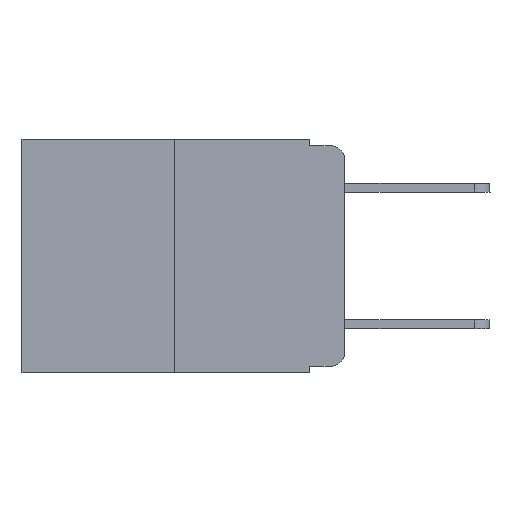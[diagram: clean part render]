
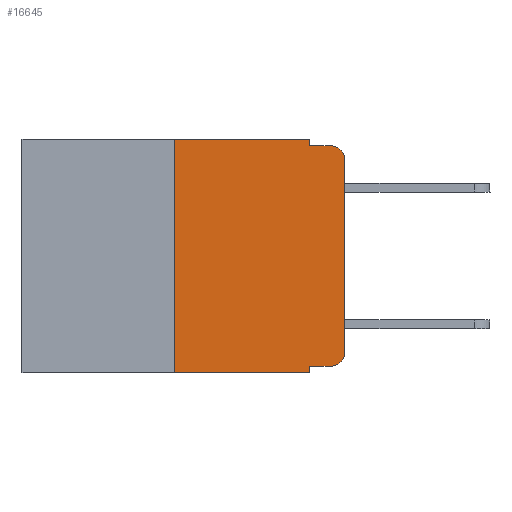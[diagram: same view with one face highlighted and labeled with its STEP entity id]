
A CAD part, left-side view. The second image highlights one B-rep face of the part: STEP entity #16645.
In plain terms, the highlighted planar face has unit normal (-1, 0, 0).
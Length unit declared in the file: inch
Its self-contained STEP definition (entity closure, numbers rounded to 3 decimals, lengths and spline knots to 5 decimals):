
#677 = VERTEX_POINT ( 'NONE', #3016 ) ;
#984 = DIRECTION ( 'NONE',  ( 0., -1., 0. ) ) ;
#1188 = CARTESIAN_POINT ( 'NONE',  ( 0., 0.051, -0.333 ) ) ;
#1236 = VECTOR ( 'NONE', #11472, 39.37008 ) ;
#2217 = CARTESIAN_POINT ( 'NONE',  ( 0., 0.051, -0.01 ) ) ;
#2704 = EDGE_CURVE ( 'NONE', #18203, #4430, #3792, .T. ) ;
#3016 = CARTESIAN_POINT ( 'NONE',  ( 0., 0.051, -0.343 ) ) ;
#3023 = CARTESIAN_POINT ( 'NONE',  ( 0., 0.051, 0. ) ) ;
#3109 = VERTEX_POINT ( 'NONE', #20698 ) ;
#3191 = EDGE_CURVE ( 'NONE', #8447, #9274, #13682, .T. ) ;
#3214 = EDGE_CURVE ( 'NONE', #11260, #16841, #9111, .T. ) ;
#3338 = EDGE_CURVE ( 'NONE', #4430, #4029, #17897, .T. ) ;
#3396 = LINE ( 'NONE', #8521, #12473 ) ;
#3792 = LINE ( 'NONE', #7244, #9405 ) ;
#4029 = VERTEX_POINT ( 'NONE', #19273 ) ;
#4214 = DIRECTION ( 'NONE',  ( 1., 0., 0. ) ) ;
#4430 = VERTEX_POINT ( 'NONE', #10443 ) ;
#4887 = VECTOR ( 'NONE', #10440, 39.37008 ) ;
#5031 = EDGE_CURVE ( 'NONE', #8541, #3109, #19331, .T. ) ;
#5119 = ORIENTED_EDGE ( 'NONE', *, *, #3191, .T. ) ;
#5144 = ORIENTED_EDGE ( 'NONE', *, *, #2704, .F. ) ;
#5441 = DIRECTION ( 'NONE',  ( 0., 0., 1. ) ) ;
#5610 = VECTOR ( 'NONE', #5441, 39.37008 ) ;
#5635 = AXIS2_PLACEMENT_3D ( 'NONE', #21480, #16359, #18128 ) ;
#5678 = ORIENTED_EDGE ( 'NONE', *, *, #18633, .F. ) ;
#5805 = EDGE_CURVE ( 'NONE', #9274, #16841, #20918, .T. ) ;
#5972 = CARTESIAN_POINT ( 'NONE',  ( 0., 0.051, 0. ) ) ;
#5992 = CARTESIAN_POINT ( 'NONE',  ( 0., 0.473, 0. ) ) ;
#6081 = CARTESIAN_POINT ( 'NONE',  ( 0., 0.051, -0.01 ) ) ;
#6097 = DIRECTION ( 'NONE',  ( 0., -1., 0. ) ) ;
#6313 = CARTESIAN_POINT ( 'NONE',  ( 0., 0.051, -0.333 ) ) ;
#7244 = CARTESIAN_POINT ( 'NONE',  ( 0., 0.25, 0. ) ) ;
#7533 = LINE ( 'NONE', #5972, #14972 ) ;
#8167 = ORIENTED_EDGE ( 'NONE', *, *, #3214, .F. ) ;
#8220 = ORIENTED_EDGE ( 'NONE', *, *, #12978, .T. ) ;
#8447 = VERTEX_POINT ( 'NONE', #15566 ) ;
#8521 = CARTESIAN_POINT ( 'NONE',  ( 0., 0.473, -0.343 ) ) ;
#8541 = VERTEX_POINT ( 'NONE', #6313 ) ;
#8606 = VECTOR ( 'NONE', #6097, 39.37008 ) ;
#9077 = EDGE_CURVE ( 'NONE', #4029, #11260, #13043, .T. ) ;
#9111 = LINE ( 'NONE', #2217, #4887 ) ;
#9274 = VERTEX_POINT ( 'NONE', #10458 ) ;
#9405 = VECTOR ( 'NONE', #13820, 39.37008 ) ;
#10440 = DIRECTION ( 'NONE',  ( 0., -1., 0. ) ) ;
#10443 = CARTESIAN_POINT ( 'NONE',  ( 0., 0.25, 0. ) ) ;
#10458 = CARTESIAN_POINT ( 'NONE',  ( 0., 0., -0.03 ) ) ;
#10938 = AXIS2_PLACEMENT_3D ( 'NONE', #14737, #14416, #21548 ) ;
#11260 = VERTEX_POINT ( 'NONE', #6081 ) ;
#11472 = DIRECTION ( 'NONE',  ( 0., 0., -1. ) ) ;
#11881 = ORIENTED_EDGE ( 'NONE', *, *, #18949, .T. ) ;
#12092 = ORIENTED_EDGE ( 'NONE', *, *, #5031, .T. ) ;
#12118 = CARTESIAN_POINT ( 'NONE',  ( 0., 0., 0. ) ) ;
#12164 = ORIENTED_EDGE ( 'NONE', *, *, #9077, .F. ) ;
#12473 = VECTOR ( 'NONE', #18648, 39.37008 ) ;
#12610 = CARTESIAN_POINT ( 'NONE',  ( 0., 0.02, -0.01 ) ) ;
#12674 = CARTESIAN_POINT ( 'NONE',  ( 0., 0.473, 0. ) ) ;
#12780 = FACE_OUTER_BOUND ( 'NONE', #14294, .T. ) ;
#12879 = PLANE ( 'NONE',  #14236 ) ;
#12978 = EDGE_CURVE ( 'NONE', #3109, #8447, #20535, .T. ) ;
#13043 = LINE ( 'NONE', #3023, #1236 ) ;
#13682 = LINE ( 'NONE', #12118, #5610 ) ;
#13820 = DIRECTION ( 'NONE',  ( 0., 0., 1. ) ) ;
#14236 = AXIS2_PLACEMENT_3D ( 'NONE', #5992, #4214, #19350 ) ;
#14294 = EDGE_LOOP ( 'NONE', ( #5119, #15925, #8167, #12164, #21965, #5144, #11881, #5678, #12092, #8220 ) ) ;
#14416 = DIRECTION ( 'NONE',  ( -1., 0., 0. ) ) ;
#14737 = CARTESIAN_POINT ( 'NONE',  ( 0., 0.02, -0.313 ) ) ;
#14972 = VECTOR ( 'NONE', #17880, 39.37008 ) ;
#15566 = CARTESIAN_POINT ( 'NONE',  ( 0., 0., -0.313 ) ) ;
#15925 = ORIENTED_EDGE ( 'NONE', *, *, #5805, .T. ) ;
#15970 = VECTOR ( 'NONE', #984, 39.37008 ) ;
#16359 = DIRECTION ( 'NONE',  ( -1., 0., 0. ) ) ;
#16645 = ADVANCED_FACE ( 'NONE', ( #12780 ), #12879, .F. ) ;
#16841 = VERTEX_POINT ( 'NONE', #12610 ) ;
#17880 = DIRECTION ( 'NONE',  ( 0., 0., -1. ) ) ;
#17897 = LINE ( 'NONE', #12674, #8606 ) ;
#18128 = DIRECTION ( 'NONE',  ( 0., 0., -1. ) ) ;
#18203 = VERTEX_POINT ( 'NONE', #20893 ) ;
#18633 = EDGE_CURVE ( 'NONE', #8541, #677, #7533, .T. ) ;
#18648 = DIRECTION ( 'NONE',  ( 0., -1., 0. ) ) ;
#18949 = EDGE_CURVE ( 'NONE', #18203, #677, #3396, .T. ) ;
#19273 = CARTESIAN_POINT ( 'NONE',  ( 0., 0.051, 0. ) ) ;
#19331 = LINE ( 'NONE', #1188, #15970 ) ;
#19350 = DIRECTION ( 'NONE',  ( 0., 0., -1. ) ) ;
#20535 = CIRCLE ( 'NONE', #10938, 0.02 ) ;
#20698 = CARTESIAN_POINT ( 'NONE',  ( 0., 0.02, -0.333 ) ) ;
#20893 = CARTESIAN_POINT ( 'NONE',  ( 0., 0.25, -0.343 ) ) ;
#20918 = CIRCLE ( 'NONE', #5635, 0.02 ) ;
#21480 = CARTESIAN_POINT ( 'NONE',  ( 0., 0.02, -0.03 ) ) ;
#21548 = DIRECTION ( 'NONE',  ( 0., 0., -1. ) ) ;
#21965 = ORIENTED_EDGE ( 'NONE', *, *, #3338, .F. ) ;
